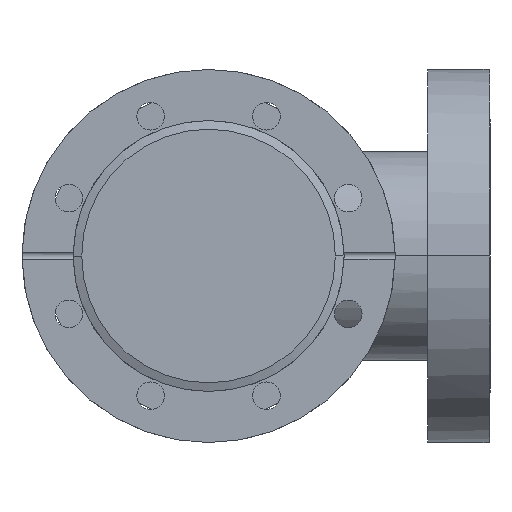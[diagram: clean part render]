
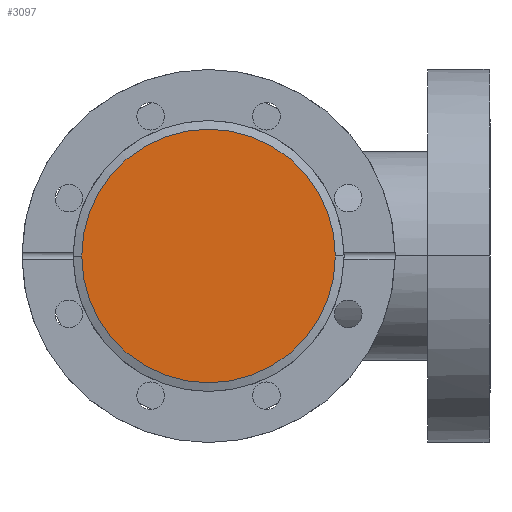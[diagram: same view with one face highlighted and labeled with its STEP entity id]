
A CAD part, front view. The second image highlights one B-rep face of the part: STEP entity #3097.
In plain terms, the highlighted planar face has unit normal (0, -1, 0).
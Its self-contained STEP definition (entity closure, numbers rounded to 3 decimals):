
#740 = DIRECTION ( 'NONE',  ( -1., 0., 0. ) ) ;
#768 = DIRECTION ( 'NONE',  ( 0., 1., 0. ) ) ;
#806 = CARTESIAN_POINT ( 'NONE',  ( 0., 19.97, 0. ) ) ;
#1131 = EDGE_CURVE ( 'NONE', #8514, #1328, #3531, .T. ) ;
#1328 = VERTEX_POINT ( 'NONE', #6659 ) ;
#2128 = EDGE_LOOP ( 'NONE', ( #6306, #7732 ) ) ;
#2310 = CIRCLE ( 'NONE', #8498, 38.61 ) ;
#3097 = ADVANCED_FACE ( 'NONE', ( #7711 ), #4042, .T. ) ;
#3531 = CIRCLE ( 'NONE', #8558, 38.61 ) ;
#3702 = DIRECTION ( 'NONE',  ( 1., 0., 0. ) ) ;
#3713 = DIRECTION ( 'NONE',  ( 0., -1., 0. ) ) ;
#3774 = CARTESIAN_POINT ( 'NONE',  ( 0., 19.97, 0. ) ) ;
#4042 = PLANE ( 'NONE',  #7543 ) ;
#5775 = EDGE_CURVE ( 'NONE', #1328, #8514, #2310, .T. ) ;
#6306 = ORIENTED_EDGE ( 'NONE', *, *, #5775, .F. ) ;
#6659 = CARTESIAN_POINT ( 'NONE',  ( -38.61, 19.97, 0. ) ) ;
#7543 = AXIS2_PLACEMENT_3D ( 'NONE', #3774, #3713, #3702 ) ;
#7711 = FACE_OUTER_BOUND ( 'NONE', #2128, .T. ) ;
#7732 = ORIENTED_EDGE ( 'NONE', *, *, #1131, .F. ) ;
#8232 = DIRECTION ( 'NONE',  ( -1., 0., 0. ) ) ;
#8239 = DIRECTION ( 'NONE',  ( 0., 1., 0. ) ) ;
#8266 = CARTESIAN_POINT ( 'NONE',  ( 0., 19.97, 0. ) ) ;
#8498 = AXIS2_PLACEMENT_3D ( 'NONE', #806, #768, #740 ) ;
#8514 = VERTEX_POINT ( 'NONE', #8778 ) ;
#8558 = AXIS2_PLACEMENT_3D ( 'NONE', #8266, #8239, #8232 ) ;
#8778 = CARTESIAN_POINT ( 'NONE',  ( 38.61, 19.97, 0. ) ) ;
